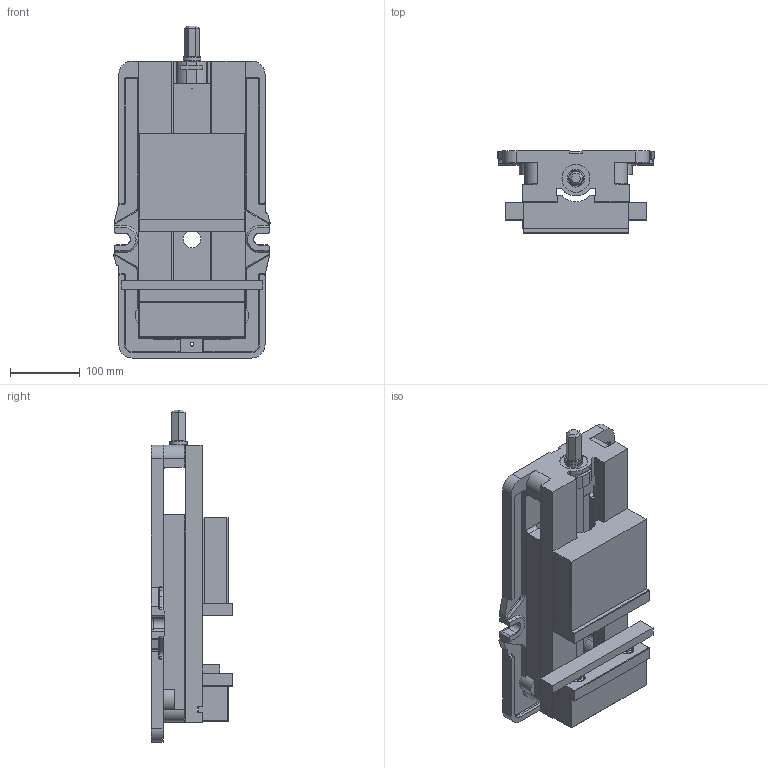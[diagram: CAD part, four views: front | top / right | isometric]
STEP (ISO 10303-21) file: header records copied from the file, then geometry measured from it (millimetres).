
FILE_DESCRIPTION(/* description */ (''),/* implementation_level */ '2;1');
FILE_NAME(/* name */ 'Boeing_Vise_Setup_2',/* time_stamp */ '2016-07-13T13:22:55-04:00',/* author */ (''),/* organization */ (''),/* preprocessor_version */ 'ST-DEVELOPER v16.13',/* originating_system */ '',/* authorisation */ '');
FILE_SCHEMA (('AUTOMOTIVE_DESIGN { 1 0 10303 214 3 1 1 }'));
Length unit declared in the file: millimetre
Products named in the file (1): 1
Bounding box: 224.48 x 117.12 x 475.88 mm (x, y, z)
Volume: 4032973.3 mm3; surface area: 463124.9 mm2
Topology: 1 solids, 5 shells, 628 faces, 1741 edges, 1121 vertices
Faces by surface type: plane 377, cylinder 154, cone 61, torus 30, sphere 4, bspline 2
Full cylindrical faces by diameter (mm): 5.105 x4, 12.7 x4, 13.487 x4, 19.05 x4, 19.812 x4, 23.8 x1, 25.197 x1, 25.324 x2, 40.132 x1
Entity records: 19998 total; most frequent: CARTESIAN_POINT 3931, ORIENTED_EDGE 3342, DIRECTION 3333, EDGE_CURVE 1671, VECTOR 1183, LINE 1183, VERTEX_POINT 1101, AXIS2_PLACEMENT_3D 1075
